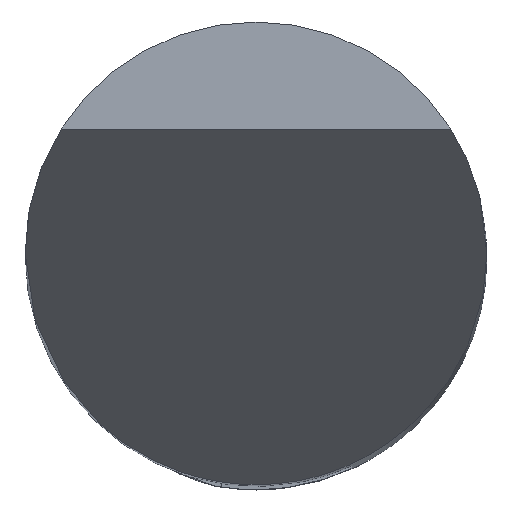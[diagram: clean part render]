
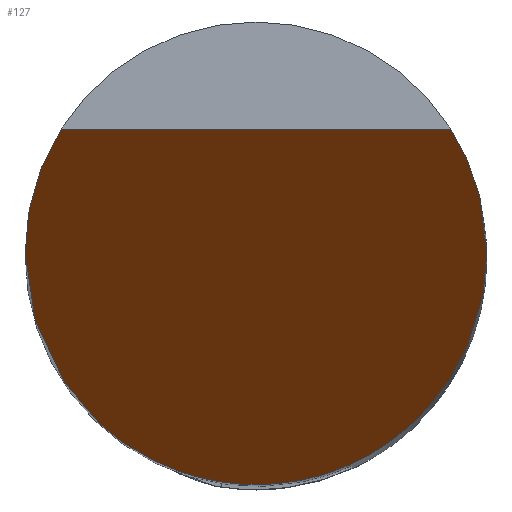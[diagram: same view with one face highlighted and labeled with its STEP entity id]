
A CAD part, top view. The second image highlights one B-rep face of the part: STEP entity #127.
In plain terms, the highlighted planar face has unit normal (0, -0.866, 0.5).
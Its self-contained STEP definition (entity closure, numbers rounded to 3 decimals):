
#57=PLANE('',#676);
#86=LINE('',#1095,#108);
#108=VECTOR('',#763,1.);
#127=ADVANCED_FACE('',(#167),#57,.F.);
#167=FACE_OUTER_BOUND('',#202,.T.);
#202=EDGE_LOOP('',(#319,#320,#321,#322));
#319=ORIENTED_EDGE('',*,*,#504,.T.);
#320=ORIENTED_EDGE('',*,*,#534,.T.);
#321=ORIENTED_EDGE('',*,*,#506,.T.);
#322=ORIENTED_EDGE('',*,*,#542,.T.);
#445=VERTEX_POINT('',#904);
#446=VERTEX_POINT('',#909);
#447=VERTEX_POINT('',#911);
#448=VERTEX_POINT('',#916);
#504=EDGE_CURVE('',#446,#445,#618,.T.);
#506=EDGE_CURVE('',#448,#447,#619,.T.);
#534=EDGE_CURVE('',#445,#448,#624,.T.);
#542=EDGE_CURVE('',#447,#446,#86,.T.);
#618=(
BOUNDED_CURVE()
B_SPLINE_CURVE(3,(#905,#906,#907,#908),.UNSPECIFIED.,.F.,.F.)
B_SPLINE_CURVE_WITH_KNOTS((4,4),(0.,1.),.UNSPECIFIED.)
CURVE()
GEOMETRIC_REPRESENTATION_ITEM()
RATIONAL_B_SPLINE_CURVE((1.,0.973,0.973,1.))
REPRESENTATION_ITEM('')
);
#619=(
BOUNDED_CURVE()
B_SPLINE_CURVE(3,(#912,#913,#914,#915),.UNSPECIFIED.,.F.,.F.)
B_SPLINE_CURVE_WITH_KNOTS((4,4),(0.,1.),.UNSPECIFIED.)
CURVE()
GEOMETRIC_REPRESENTATION_ITEM()
RATIONAL_B_SPLINE_CURVE((1.,0.973,0.973,1.))
REPRESENTATION_ITEM('')
);
#624=(
BOUNDED_CURVE()
B_SPLINE_CURVE(3,(#1025,#1026,#1027,#1028),.UNSPECIFIED.,.F.,.F.)
B_SPLINE_CURVE_WITH_KNOTS((4,4),(0.,1.),.UNSPECIFIED.)
CURVE()
GEOMETRIC_REPRESENTATION_ITEM()
RATIONAL_B_SPLINE_CURVE((1.,0.333,0.333,1.))
REPRESENTATION_ITEM('')
);
#676=AXIS2_PLACEMENT_3D('',#1097,#766,#767);
#763=DIRECTION('',(-1.,0.,0.));
#766=DIRECTION('',(0.,0.866,-0.5));
#767=DIRECTION('',(0.,0.5,0.866));
#904=CARTESIAN_POINT('',(-3.5,0.,0.));
#905=CARTESIAN_POINT('',(-2.955,1.876,3.25));
#906=CARTESIAN_POINT('',(-3.313,1.312,2.272));
#907=CARTESIAN_POINT('',(-3.5,0.669,1.159));
#908=CARTESIAN_POINT('',(-3.5,0.,0.));
#909=CARTESIAN_POINT('',(-2.955,1.876,3.25));
#911=CARTESIAN_POINT('',(2.955,1.876,3.25));
#912=CARTESIAN_POINT('',(3.5,0.,0.));
#913=CARTESIAN_POINT('',(3.5,0.669,1.159));
#914=CARTESIAN_POINT('',(3.313,1.312,2.272));
#915=CARTESIAN_POINT('',(2.955,1.876,3.25));
#916=CARTESIAN_POINT('',(3.5,0.,0.));
#1025=CARTESIAN_POINT('',(-3.5,0.,0.));
#1026=CARTESIAN_POINT('',(-3.5,-7.,-12.124));
#1027=CARTESIAN_POINT('',(3.5,-7.,-12.124));
#1028=CARTESIAN_POINT('',(3.5,0.,0.));
#1095=CARTESIAN_POINT('',(0.,1.876,3.25));
#1097=CARTESIAN_POINT('',(3.5,-3.5,-6.062));
